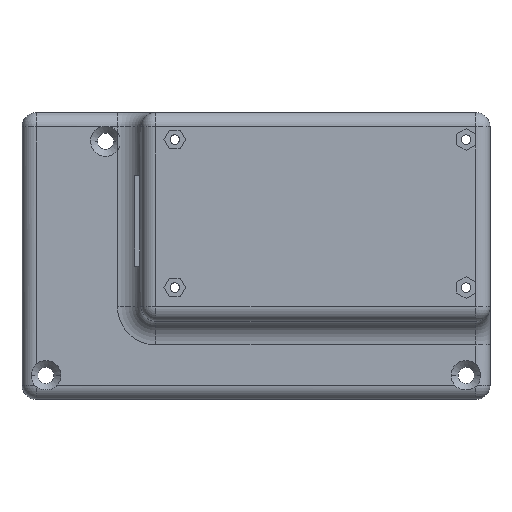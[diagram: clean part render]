
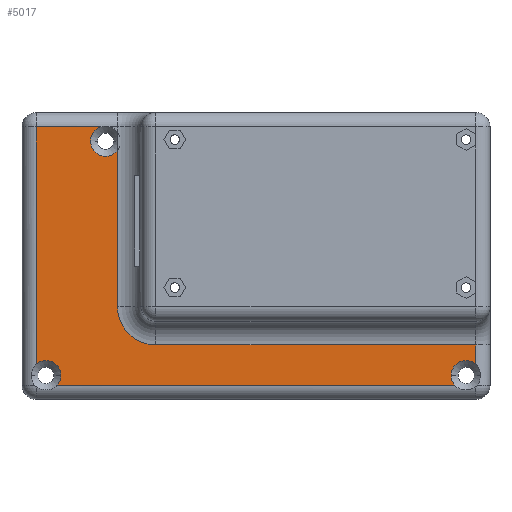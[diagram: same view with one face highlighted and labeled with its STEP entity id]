
A CAD part, top view. The second image highlights one B-rep face of the part: STEP entity #5017.
In plain terms, the highlighted planar face has unit normal (0, 0, 1).
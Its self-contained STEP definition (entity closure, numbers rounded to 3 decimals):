
#5 = CARTESIAN_POINT ( 'NONE',  ( 61.314, 0., 93.9 ) ) ;
#14 = LINE ( 'NONE', #3283, #4196 ) ;
#41 = CARTESIAN_POINT ( 'NONE',  ( 59.314, -12.104, 93.9 ) ) ;
#48 = AXIS2_PLACEMENT_3D ( 'NONE', #1367, #163, #1342 ) ;
#96 = ORIENTED_EDGE ( 'NONE', *, *, #3551, .F. ) ;
#103 = ORIENTED_EDGE ( 'NONE', *, *, #3268, .T. ) ;
#163 = DIRECTION ( 'NONE',  ( 0., 0., 1. ) ) ;
#257 = ORIENTED_EDGE ( 'NONE', *, *, #2412, .T. ) ;
#289 = VECTOR ( 'NONE', #428, 1000. ) ;
#328 = CARTESIAN_POINT ( 'NONE',  ( -33.687, -0.704, 93.9 ) ) ;
#350 = DIRECTION ( 'NONE',  ( 1., 0., 0. ) ) ;
#384 = CARTESIAN_POINT ( 'NONE',  ( -5.686, -5.704, 93.9 ) ) ;
#428 = DIRECTION ( 'NONE',  ( 1., 0., 0. ) ) ;
#470 = ORIENTED_EDGE ( 'NONE', *, *, #3993, .F. ) ;
#517 = AXIS2_PLACEMENT_3D ( 'NONE', #1305, #4914, #4887 ) ;
#522 = VERTEX_POINT ( 'NONE', #4532 ) ;
#552 = VECTOR ( 'NONE', #4276, 1000. ) ;
#629 = EDGE_CURVE ( 'NONE', #3961, #991, #4957, .T. ) ;
#775 = CIRCLE ( 'NONE', #517, 8. ) ;
#802 = AXIS2_PLACEMENT_3D ( 'NONE', #4906, #4048, #4101 ) ;
#838 = DIRECTION ( 'NONE',  ( 0., 0., 1. ) ) ;
#870 = DIRECTION ( 'NONE',  ( 0., 0., 1. ) ) ;
#943 = CARTESIAN_POINT ( 'NONE',  ( 61.314, -9.671, 93.9 ) ) ;
#971 = VECTOR ( 'NONE', #1632, 1000. ) ;
#991 = VERTEX_POINT ( 'NONE', #4041 ) ;
#1158 = DIRECTION ( 'NONE',  ( 0., 0., -1. ) ) ;
#1181 = PLANE ( 'NONE',  #4457 ) ;
#1225 = EDGE_CURVE ( 'NONE', #3007, #1412, #1501, .T. ) ;
#1228 = CARTESIAN_POINT ( 'NONE',  ( -28.687, -12.104, 93.9 ) ) ;
#1272 = DIRECTION ( 'NONE',  ( -1., 0., 0. ) ) ;
#1305 = CARTESIAN_POINT ( 'NONE',  ( -5.686, 2.296, 93.9 ) ) ;
#1342 = DIRECTION ( 'NONE',  ( 1., 0., 0. ) ) ;
#1367 = CARTESIAN_POINT ( 'NONE',  ( -16.187, 36.947, 93.9 ) ) ;
#1378 = AXIS2_PLACEMENT_3D ( 'NONE', #41, #870, #2031 ) ;
#1385 = EDGE_CURVE ( 'NONE', #3867, #522, #2079, .T. ) ;
#1412 = VERTEX_POINT ( 'NONE', #3146 ) ;
#1449 = CARTESIAN_POINT ( 'NONE',  ( -26.254, -14.104, 93.9 ) ) ;
#1501 = LINE ( 'NONE', #2340, #552 ) ;
#1632 = DIRECTION ( 'NONE',  ( 0., 1., 0. ) ) ;
#1694 = ORIENTED_EDGE ( 'NONE', *, *, #4866, .T. ) ;
#1938 = EDGE_CURVE ( 'NONE', #3961, #4863, #14, .T. ) ;
#2001 = CARTESIAN_POINT ( 'NONE',  ( 59.314, -12.104, 93.9 ) ) ;
#2031 = DIRECTION ( 'NONE',  ( 1., 0., 0. ) ) ;
#2044 = DIRECTION ( 'NONE',  ( 0., 0., 1. ) ) ;
#2079 = LINE ( 'NONE', #2845, #289 ) ;
#2084 = CIRCLE ( 'NONE', #3517, 3.15 ) ;
#2106 = ORIENTED_EDGE ( 'NONE', *, *, #1385, .T. ) ;
#2218 = CARTESIAN_POINT ( 'NONE',  ( -30.687, -0.704, 93.9 ) ) ;
#2267 = VERTEX_POINT ( 'NONE', #5136 ) ;
#2340 = CARTESIAN_POINT ( 'NONE',  ( -13.686, 39.947, 93.9 ) ) ;
#2412 = EDGE_CURVE ( 'NONE', #4178, #4140, #3644, .T. ) ;
#2443 = DIRECTION ( 'NONE',  ( -1., 0., 0. ) ) ;
#2465 = ORIENTED_EDGE ( 'NONE', *, *, #4385, .T. ) ;
#2534 = ORIENTED_EDGE ( 'NONE', *, *, #4365, .F. ) ;
#2761 = CARTESIAN_POINT ( 'NONE',  ( -5.686, -5.704, 93.9 ) ) ;
#2845 = CARTESIAN_POINT ( 'NONE',  ( -33.687, -14.104, 93.9 ) ) ;
#3007 = VERTEX_POINT ( 'NONE', #4998 ) ;
#3023 = ORIENTED_EDGE ( 'NONE', *, *, #1225, .T. ) ;
#3141 = CARTESIAN_POINT ( 'NONE',  ( -30.687, 39.947, 93.9 ) ) ;
#3146 = CARTESIAN_POINT ( 'NONE',  ( -13.686, 35.032, 93.9 ) ) ;
#3175 = CIRCLE ( 'NONE', #48, 3.15 ) ;
#3176 = AXIS2_PLACEMENT_3D ( 'NONE', #1228, #2044, #4401 ) ;
#3190 = DIRECTION ( 'NONE',  ( 1., 0., 0. ) ) ;
#3259 = CARTESIAN_POINT ( 'NONE',  ( -25.537, -12.104, 93.9 ) ) ;
#3268 = EDGE_CURVE ( 'NONE', #3600, #3007, #775, .T. ) ;
#3283 = CARTESIAN_POINT ( 'NONE',  ( -33.687, 39.947, 93.9 ) ) ;
#3326 = CARTESIAN_POINT ( 'NONE',  ( 61.314, -5.704, 93.9 ) ) ;
#3395 = ORIENTED_EDGE ( 'NONE', *, *, #3938, .F. ) ;
#3415 = VERTEX_POINT ( 'NONE', #5072 ) ;
#3517 = AXIS2_PLACEMENT_3D ( 'NONE', #2001, #838, #350 ) ;
#3543 = DIRECTION ( 'NONE',  ( 0., -1., 0. ) ) ;
#3551 = EDGE_CURVE ( 'NONE', #4178, #3415, #4837, .T. ) ;
#3600 = VERTEX_POINT ( 'NONE', #384 ) ;
#3644 = LINE ( 'NONE', #5, #971 ) ;
#3773 = EDGE_LOOP ( 'NONE', ( #4399, #4995, #1694, #3395, #2534, #2106, #470, #96, #257, #2465, #103, #3023, #3996 ) ) ;
#3780 = CIRCLE ( 'NONE', #5211, 3.15 ) ;
#3867 = VERTEX_POINT ( 'NONE', #1449 ) ;
#3938 = EDGE_CURVE ( 'NONE', #4560, #2267, #3780, .T. ) ;
#3961 = VERTEX_POINT ( 'NONE', #5206 ) ;
#3975 = LINE ( 'NONE', #2761, #4278 ) ;
#3993 = EDGE_CURVE ( 'NONE', #3415, #522, #2084, .T. ) ;
#3996 = ORIENTED_EDGE ( 'NONE', *, *, #4108, .F. ) ;
#4041 = CARTESIAN_POINT ( 'NONE',  ( -19.337, 36.947, 93.9 ) ) ;
#4048 = DIRECTION ( 'NONE',  ( 0., 0., 1. ) ) ;
#4101 = DIRECTION ( 'NONE',  ( 1., 0., 0. ) ) ;
#4108 = EDGE_CURVE ( 'NONE', #991, #1412, #3175, .T. ) ;
#4140 = VERTEX_POINT ( 'NONE', #3326 ) ;
#4178 = VERTEX_POINT ( 'NONE', #943 ) ;
#4196 = VECTOR ( 'NONE', #1272, 1000. ) ;
#4276 = DIRECTION ( 'NONE',  ( 0., 1., 0. ) ) ;
#4278 = VECTOR ( 'NONE', #2443, 1000. ) ;
#4365 = EDGE_CURVE ( 'NONE', #3867, #4560, #5053, .T. ) ;
#4366 = FACE_OUTER_BOUND ( 'NONE', #3773, .T. ) ;
#4385 = EDGE_CURVE ( 'NONE', #4140, #3600, #3975, .T. ) ;
#4399 = ORIENTED_EDGE ( 'NONE', *, *, #629, .F. ) ;
#4401 = DIRECTION ( 'NONE',  ( 1., 0., 0. ) ) ;
#4457 = AXIS2_PLACEMENT_3D ( 'NONE', #328, #1158, #4812 ) ;
#4532 = CARTESIAN_POINT ( 'NONE',  ( 56.88, -14.104, 93.9 ) ) ;
#4560 = VERTEX_POINT ( 'NONE', #3259 ) ;
#4754 = DIRECTION ( 'NONE',  ( 0., 0., 1. ) ) ;
#4812 = DIRECTION ( 'NONE',  ( -1., 0., 0. ) ) ;
#4837 = CIRCLE ( 'NONE', #1378, 3.15 ) ;
#4863 = VERTEX_POINT ( 'NONE', #3141 ) ;
#4866 = EDGE_CURVE ( 'NONE', #4863, #2267, #5163, .T. ) ;
#4887 = DIRECTION ( 'NONE',  ( -1., 0., 0. ) ) ;
#4906 = CARTESIAN_POINT ( 'NONE',  ( -16.187, 36.947, 93.9 ) ) ;
#4914 = DIRECTION ( 'NONE',  ( 0., 0., -1. ) ) ;
#4957 = CIRCLE ( 'NONE', #802, 3.15 ) ;
#4995 = ORIENTED_EDGE ( 'NONE', *, *, #1938, .T. ) ;
#4998 = CARTESIAN_POINT ( 'NONE',  ( -13.686, 2.296, 93.9 ) ) ;
#5017 = ADVANCED_FACE ( 'NONE', ( #4366 ), #1181, .F. ) ;
#5053 = CIRCLE ( 'NONE', #3176, 3.15 ) ;
#5072 = CARTESIAN_POINT ( 'NONE',  ( 56.164, -12.104, 93.9 ) ) ;
#5136 = CARTESIAN_POINT ( 'NONE',  ( -30.687, -9.671, 93.9 ) ) ;
#5158 = CARTESIAN_POINT ( 'NONE',  ( -28.687, -12.104, 93.9 ) ) ;
#5163 = LINE ( 'NONE', #2218, #5219 ) ;
#5206 = CARTESIAN_POINT ( 'NONE',  ( -17.148, 39.947, 93.9 ) ) ;
#5211 = AXIS2_PLACEMENT_3D ( 'NONE', #5158, #4754, #3190 ) ;
#5219 = VECTOR ( 'NONE', #3543, 1000. ) ;
